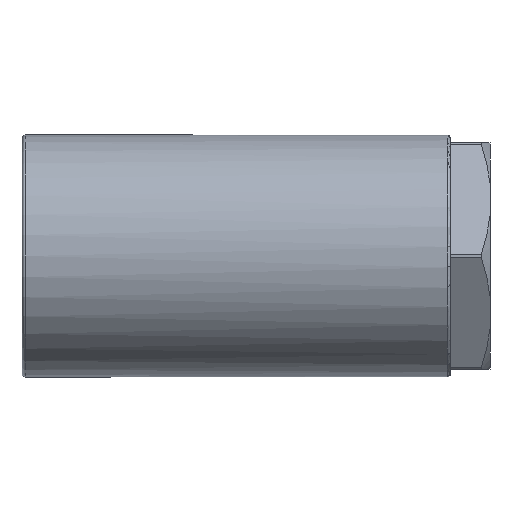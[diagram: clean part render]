
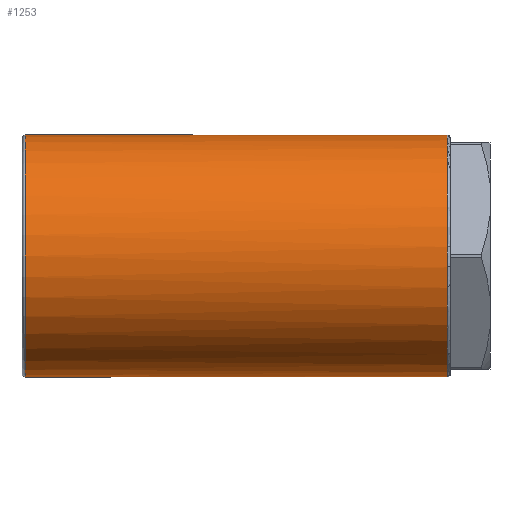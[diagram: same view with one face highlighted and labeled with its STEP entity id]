
A CAD part, left-side view. The second image highlights one B-rep face of the part: STEP entity #1253.
In plain terms, the highlighted cylindrical face has radius 24.765 mm (diameter 49.53 mm), a full revolution.
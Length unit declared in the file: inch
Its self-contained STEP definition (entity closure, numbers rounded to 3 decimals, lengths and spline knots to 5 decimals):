
#1208=CARTESIAN_POINT('',(0.975,0.025,0.0));
#1209=VERTEX_POINT('',#1208);
#1210=CARTESIAN_POINT('',(0.,0.025,0.0));
#1211=DIRECTION('',(0.0,-1.0,0.0));
#1212=DIRECTION('',(-1.0,0.0,0.0));
#1213=AXIS2_PLACEMENT_3D('',#1210,#1211,#1212);
#1214=CIRCLE('',#1213,0.975);
#1215=EDGE_CURVE('',#1209,#1209,#1214,.T.);
#1234=CARTESIAN_POINT('',(0.,1.725,0.0));
#1235=DIRECTION('',(0.,-1.0,0.0));
#1236=DIRECTION('',(1.0,0.0,0.0));
#1237=AXIS2_PLACEMENT_3D('',#1234,#1235,#1236);
#1238=CYLINDRICAL_SURFACE('',#1237,0.975);
#1239=CARTESIAN_POINT('',(0.975,3.425,0.));
#1240=VERTEX_POINT('',#1239);
#1241=CARTESIAN_POINT('',(0.,3.425,0.0));
#1242=DIRECTION('',(0.0,1.0,0.0));
#1243=DIRECTION('',(-1.0,0.0,0.0));
#1244=AXIS2_PLACEMENT_3D('',#1241,#1242,#1243);
#1245=CIRCLE('',#1244,0.975);
#1246=EDGE_CURVE('',#1240,#1240,#1245,.T.);
#1247=ORIENTED_EDGE('',*,*,#1246,.F.);
#1248=EDGE_LOOP('',(#1247));
#1249=FACE_OUTER_BOUND('',#1248,.T.);
#1250=ORIENTED_EDGE('',*,*,#1215,.F.);
#1251=EDGE_LOOP('',(#1250));
#1252=FACE_BOUND('',#1251,.T.);
#1253=ADVANCED_FACE('',(#1249,#1252),#1238,.T.);
